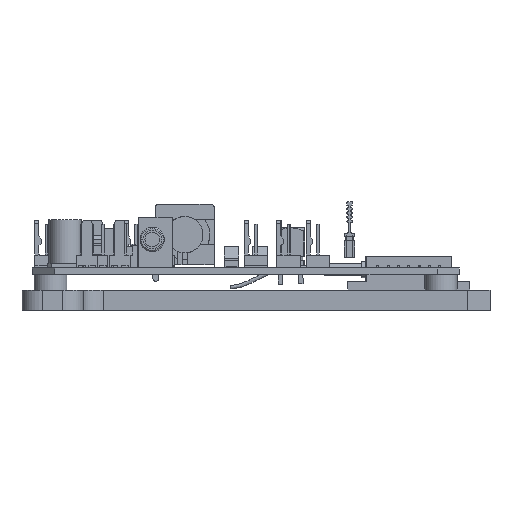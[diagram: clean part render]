
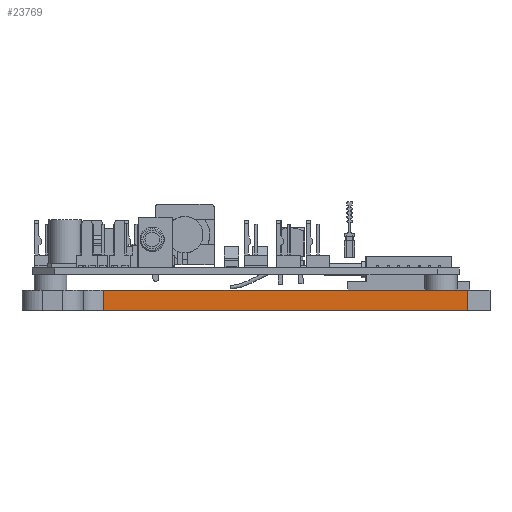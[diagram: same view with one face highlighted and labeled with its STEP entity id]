
A CAD part, left-side view. The second image highlights one B-rep face of the part: STEP entity #23769.
In plain terms, the highlighted planar face has unit normal (-1, 0, 0).
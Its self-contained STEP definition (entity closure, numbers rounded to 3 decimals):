
#442 = DIRECTION ( 'NONE',  ( 0., 1., 0. ) ) ;
#664 = DIRECTION ( 'NONE',  ( 1., 0., 0. ) ) ;
#2931 = LINE ( 'NONE', #32013, #10304 ) ;
#4840 = DIRECTION ( 'NONE',  ( 0., 0., -1. ) ) ;
#6348 = EDGE_CURVE ( 'NONE', #17942, #9212, #42439, .T. ) ;
#7950 = CARTESIAN_POINT ( 'NONE',  ( -57.176, -58.079, 147.5 ) ) ;
#8060 = PLANE ( 'NONE',  #43016 ) ;
#9212 = VERTEX_POINT ( 'NONE', #29500 ) ;
#10304 = VECTOR ( 'NONE', #31789, 1000. ) ;
#10792 = EDGE_CURVE ( 'NONE', #43251, #40206, #37016, .T. ) ;
#11327 = ORIENTED_EDGE ( 'NONE', *, *, #21791, .F. ) ;
#14443 = ORIENTED_EDGE ( 'NONE', *, *, #31361, .T. ) ;
#17942 = VERTEX_POINT ( 'NONE', #7950 ) ;
#18554 = CARTESIAN_POINT ( 'NONE',  ( -57.176, 51.421, 152.5 ) ) ;
#21791 = EDGE_CURVE ( 'NONE', #43251, #9212, #36662, .T. ) ;
#23769 = ADVANCED_FACE ( 'NONE', ( #40232 ), #8060, .F. ) ;
#25037 = CARTESIAN_POINT ( 'NONE',  ( -57.176, -58.079, 152.5 ) ) ;
#25650 = CARTESIAN_POINT ( 'NONE',  ( -57.176, 31.421, 147.5 ) ) ;
#29500 = CARTESIAN_POINT ( 'NONE',  ( -57.176, -58.079, 152.5 ) ) ;
#29522 = CARTESIAN_POINT ( 'NONE',  ( -57.176, 51.421, 152.5 ) ) ;
#29864 = CARTESIAN_POINT ( 'NONE',  ( -57.176, 31.421, 147.5 ) ) ;
#31361 = EDGE_CURVE ( 'NONE', #40206, #17942, #2931, .T. ) ;
#31789 = DIRECTION ( 'NONE',  ( 0., -1., 0. ) ) ;
#32013 = CARTESIAN_POINT ( 'NONE',  ( -57.176, 51.421, 147.5 ) ) ;
#32140 = VECTOR ( 'NONE', #33096, 1000. ) ;
#33096 = DIRECTION ( 'NONE',  ( 0., -1., 0. ) ) ;
#35354 = VECTOR ( 'NONE', #46702, 1000. ) ;
#35592 = VECTOR ( 'NONE', #4840, 1000. ) ;
#36662 = LINE ( 'NONE', #18554, #32140 ) ;
#37016 = LINE ( 'NONE', #29864, #35592 ) ;
#37513 = CARTESIAN_POINT ( 'NONE',  ( -57.176, 31.421, 152.5 ) ) ;
#38019 = ORIENTED_EDGE ( 'NONE', *, *, #6348, .T. ) ;
#40206 = VERTEX_POINT ( 'NONE', #25650 ) ;
#40232 = FACE_OUTER_BOUND ( 'NONE', #41106, .T. ) ;
#41106 = EDGE_LOOP ( 'NONE', ( #14443, #38019, #11327, #43258 ) ) ;
#42439 = LINE ( 'NONE', #25037, #35354 ) ;
#43016 = AXIS2_PLACEMENT_3D ( 'NONE', #29522, #664, #442 ) ;
#43251 = VERTEX_POINT ( 'NONE', #37513 ) ;
#43258 = ORIENTED_EDGE ( 'NONE', *, *, #10792, .T. ) ;
#46702 = DIRECTION ( 'NONE',  ( 0., 0., 1. ) ) ;
